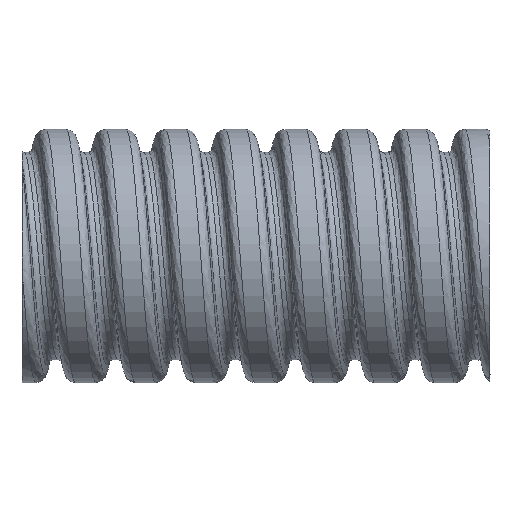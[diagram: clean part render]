
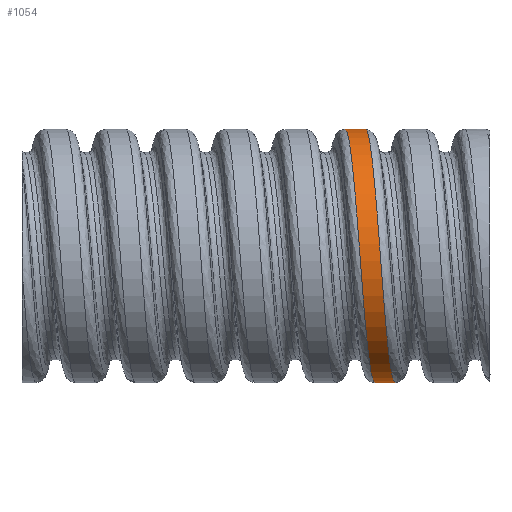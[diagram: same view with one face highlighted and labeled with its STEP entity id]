
A CAD part, front view. The second image highlights one B-rep face of the part: STEP entity #1054.
In plain terms, the highlighted cylindrical face has radius 67.65 mm (diameter 135.3 mm), a partial arc.
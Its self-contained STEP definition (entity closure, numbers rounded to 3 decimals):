
#714 = ORIENTED_EDGE ( 'NONE', *, *, #21431, .T. ) ;
#726 = CARTESIAN_POINT ( 'NONE',  ( -51.217, -8.906, -67.65 ) ) ;
#804 =( BOUNDED_CURVE ( )  B_SPLINE_CURVE ( 2, ( #17174, #21538, #24100, #9743, #19516, #19617, #26753, #3712, #1058, #17274, #26654, #8106, #24496, #10645, #8007, #29295, #29194, #19717, #26955, #24399, #14929, #12579, #10247, #1261, #15337, #1366, #17668 ),
 .UNSPECIFIED., .F., .T. ) 
 B_SPLINE_CURVE_WITH_KNOTS ( ( 3, 2, 2, 2, 2, 2, 2, 2, 2, 2, 2, 2, 2, 3 ),
 ( 0.216, 0.216, 0.22, 0.223, 0.227, 0.231, 0.235, 0.239, 0.242, 0.246, 0.25, 0.254, 0.258, 0.261 ),
 .UNSPECIFIED. ) 
 CURVE ( )  GEOMETRIC_REPRESENTATION_ITEM ( )  RATIONAL_B_SPLINE_CURVE ( ( 1., 1., 1., 0.991, 1., 0.991, 1., 0.991, 1., 0.991, 1., 0.991, 1., 0.991, 1., 0.991, 1., 0.991, 1., 0.991, 1., 0.991, 1., 0.991, 1., 0.991, 1. ) ) 
 REPRESENTATION_ITEM ( '' )  );
#1054 = ADVANCED_FACE ( 'NONE', ( #14558 ), #30268, .T. ) ;
#1058 = CARTESIAN_POINT ( 'NONE',  ( -65.45, -47.836, -47.836 ) ) ;
#1261 = CARTESIAN_POINT ( 'NONE',  ( -75.45, -26.112, 63.04 ) ) ;
#1334 = VERTEX_POINT ( 'NONE', #17719 ) ;
#1366 = CARTESIAN_POINT ( 'NONE',  ( -76.783, -8.906, 67.65 ) ) ;
#2545 = CARTESIAN_POINT ( 'NONE',  ( 0., 0., 67.65 ) ) ;
#3185 = CARTESIAN_POINT ( 'NONE',  ( -59.883, -65.345, 17.509 ) ) ;
#3288 = CARTESIAN_POINT ( 'NONE',  ( -66.55, 0., 67.65 ) ) ;
#3712 = CARTESIAN_POINT ( 'NONE',  ( -64.783, -41.538, -54.133 ) ) ;
#4176 = CARTESIAN_POINT ( 'NONE',  ( -77.45, 0., 67.65 ) ) ;
#4520 = LINE ( 'NONE', #2545, #9262 ) ;
#4834 =( BOUNDED_CURVE ( )  B_SPLINE_CURVE ( 2, ( #26428, #7683, #21714, #726, #7881, #24273, #24175, #7781, #14605, #17149, #12554, #26225, #17250, #23968, #9920, #19290, #3185, #23861, #12353, #28569, #10125, #24077, #12653, #28877, #5638, #17046, #3288 ),
 .UNSPECIFIED., .F., .T. ) 
 B_SPLINE_CURVE_WITH_KNOTS ( ( 3, 2, 2, 2, 2, 2, 2, 2, 2, 2, 2, 2, 2, 3 ),
 ( 0.216, 0.216, 0.22, 0.223, 0.227, 0.231, 0.235, 0.239, 0.242, 0.246, 0.25, 0.254, 0.258, 0.261 ),
 .UNSPECIFIED. ) 
 CURVE ( )  GEOMETRIC_REPRESENTATION_ITEM ( )  RATIONAL_B_SPLINE_CURVE ( ( 1., 1., 1., 0.991, 1., 0.991, 1., 0.991, 1., 0.991, 1., 0.991, 1., 0.991, 1., 0.991, 1., 0.991, 1., 0.991, 1., 0.991, 1., 0.991, 1., 0.991, 1. ) ) 
 REPRESENTATION_ITEM ( '' )  );
#5233 = LINE ( 'NONE', #28601, #8898 ) ;
#5638 = CARTESIAN_POINT ( 'NONE',  ( -65.217, -17.509, 65.345 ) ) ;
#7156 = CARTESIAN_POINT ( 'NONE',  ( -66.55, 0., 67.65 ) ) ;
#7683 = CARTESIAN_POINT ( 'NONE',  ( -50.55, 0., -67.65 ) ) ;
#7781 = CARTESIAN_POINT ( 'NONE',  ( -53.883, -41.538, -54.133 ) ) ;
#7881 = CARTESIAN_POINT ( 'NONE',  ( -51.883, -17.509, -65.345 ) ) ;
#8007 = CARTESIAN_POINT ( 'NONE',  ( -69.45, -67.65, 0. ) ) ;
#8106 = CARTESIAN_POINT ( 'NONE',  ( -67.45, -63.04, -26.112 ) ) ;
#8898 = VECTOR ( 'NONE', #12387, 1000. ) ;
#9262 = VECTOR ( 'NONE', #23822, 1000. ) ;
#9743 = CARTESIAN_POINT ( 'NONE',  ( -62.117, -8.906, -67.65 ) ) ;
#9920 = CARTESIAN_POINT ( 'NONE',  ( -58.55, -67.65, 0. ) ) ;
#10097 = CARTESIAN_POINT ( 'NONE',  ( 0., 0., 0. ) ) ;
#10125 = CARTESIAN_POINT ( 'NONE',  ( -62.55, -47.836, 47.836 ) ) ;
#10247 = CARTESIAN_POINT ( 'NONE',  ( -74.783, -33.825, 58.587 ) ) ;
#10645 = CARTESIAN_POINT ( 'NONE',  ( -68.783, -67.65, -8.906 ) ) ;
#10915 = AXIS2_PLACEMENT_3D ( 'NONE', #10097, #28951, #19669 ) ;
#11506 = VERTEX_POINT ( 'NONE', #17189 ) ;
#12353 = CARTESIAN_POINT ( 'NONE',  ( -61.217, -58.587, 33.825 ) ) ;
#12356 = ORIENTED_EDGE ( 'NONE', *, *, #19658, .T. ) ;
#12387 = DIRECTION ( 'NONE',  ( -1., 0., 0. ) ) ;
#12554 = CARTESIAN_POINT ( 'NONE',  ( -55.883, -58.587, -33.825 ) ) ;
#12579 = CARTESIAN_POINT ( 'NONE',  ( -74.117, -41.538, 54.133 ) ) ;
#12653 = CARTESIAN_POINT ( 'NONE',  ( -63.883, -33.825, 58.587 ) ) ;
#13783 = ORIENTED_EDGE ( 'NONE', *, *, #18340, .F. ) ;
#14558 = FACE_OUTER_BOUND ( 'NONE', #24286, .T. ) ;
#14605 = CARTESIAN_POINT ( 'NONE',  ( -54.55, -47.836, -47.836 ) ) ;
#14929 = CARTESIAN_POINT ( 'NONE',  ( -73.45, -47.836, 47.836 ) ) ;
#15337 = CARTESIAN_POINT ( 'NONE',  ( -76.117, -17.509, 65.345 ) ) ;
#17046 = CARTESIAN_POINT ( 'NONE',  ( -65.883, -8.906, 67.65 ) ) ;
#17149 = CARTESIAN_POINT ( 'NONE',  ( -55.217, -54.133, -41.538 ) ) ;
#17174 = CARTESIAN_POINT ( 'NONE',  ( -61.45, 0., -67.65 ) ) ;
#17189 = CARTESIAN_POINT ( 'NONE',  ( -50.55, 0., -67.65 ) ) ;
#17250 = CARTESIAN_POINT ( 'NONE',  ( -57.217, -65.345, -17.509 ) ) ;
#17274 = CARTESIAN_POINT ( 'NONE',  ( -66.117, -54.133, -41.538 ) ) ;
#17668 = CARTESIAN_POINT ( 'NONE',  ( -77.45, 0., 67.65 ) ) ;
#17719 = CARTESIAN_POINT ( 'NONE',  ( -61.45, 0., -67.65 ) ) ;
#18340 = EDGE_CURVE ( 'NONE', #11506, #1334, #5233, .T. ) ;
#19290 = CARTESIAN_POINT ( 'NONE',  ( -59.217, -67.65, 8.906 ) ) ;
#19516 = CARTESIAN_POINT ( 'NONE',  ( -62.783, -17.509, -65.345 ) ) ;
#19617 = CARTESIAN_POINT ( 'NONE',  ( -63.45, -26.112, -63.04 ) ) ;
#19658 = EDGE_CURVE ( 'NONE', #11506, #21085, #4834, .T. ) ;
#19669 = DIRECTION ( 'NONE',  ( 0., 0., 1. ) ) ;
#19717 = CARTESIAN_POINT ( 'NONE',  ( -71.45, -63.04, 26.112 ) ) ;
#20657 = ORIENTED_EDGE ( 'NONE', *, *, #28069, .F. ) ;
#21085 = VERTEX_POINT ( 'NONE', #7156 ) ;
#21431 = EDGE_CURVE ( 'NONE', #21085, #21851, #4520, .T. ) ;
#21538 = CARTESIAN_POINT ( 'NONE',  ( -61.45, 0., -67.65 ) ) ;
#21714 = CARTESIAN_POINT ( 'NONE',  ( -50.55, 0., -67.65 ) ) ;
#21851 = VERTEX_POINT ( 'NONE', #4176 ) ;
#23822 = DIRECTION ( 'NONE',  ( -1., 0., 0. ) ) ;
#23861 = CARTESIAN_POINT ( 'NONE',  ( -60.55, -63.04, 26.112 ) ) ;
#23968 = CARTESIAN_POINT ( 'NONE',  ( -57.883, -67.65, -8.906 ) ) ;
#24077 = CARTESIAN_POINT ( 'NONE',  ( -63.217, -41.538, 54.133 ) ) ;
#24100 = CARTESIAN_POINT ( 'NONE',  ( -61.45, 0., -67.65 ) ) ;
#24175 = CARTESIAN_POINT ( 'NONE',  ( -53.217, -33.825, -58.587 ) ) ;
#24273 = CARTESIAN_POINT ( 'NONE',  ( -52.55, -26.112, -63.04 ) ) ;
#24286 = EDGE_LOOP ( 'NONE', ( #13783, #12356, #714, #20657 ) ) ;
#24399 = CARTESIAN_POINT ( 'NONE',  ( -72.783, -54.133, 41.538 ) ) ;
#24496 = CARTESIAN_POINT ( 'NONE',  ( -68.117, -65.345, -17.509 ) ) ;
#26225 = CARTESIAN_POINT ( 'NONE',  ( -56.55, -63.04, -26.112 ) ) ;
#26428 = CARTESIAN_POINT ( 'NONE',  ( -50.55, 0., -67.65 ) ) ;
#26654 = CARTESIAN_POINT ( 'NONE',  ( -66.783, -58.587, -33.825 ) ) ;
#26753 = CARTESIAN_POINT ( 'NONE',  ( -64.117, -33.825, -58.587 ) ) ;
#26955 = CARTESIAN_POINT ( 'NONE',  ( -72.117, -58.587, 33.825 ) ) ;
#28069 = EDGE_CURVE ( 'NONE', #1334, #21851, #804, .T. ) ;
#28569 = CARTESIAN_POINT ( 'NONE',  ( -61.883, -54.133, 41.538 ) ) ;
#28601 = CARTESIAN_POINT ( 'NONE',  ( 0., 0., -67.65 ) ) ;
#28877 = CARTESIAN_POINT ( 'NONE',  ( -64.55, -26.112, 63.04 ) ) ;
#28951 = DIRECTION ( 'NONE',  ( -1., 0., 0. ) ) ;
#29194 = CARTESIAN_POINT ( 'NONE',  ( -70.783, -65.345, 17.509 ) ) ;
#29295 = CARTESIAN_POINT ( 'NONE',  ( -70.117, -67.65, 8.906 ) ) ;
#30268 = CYLINDRICAL_SURFACE ( 'NONE', #10915, 67.65 ) ;
